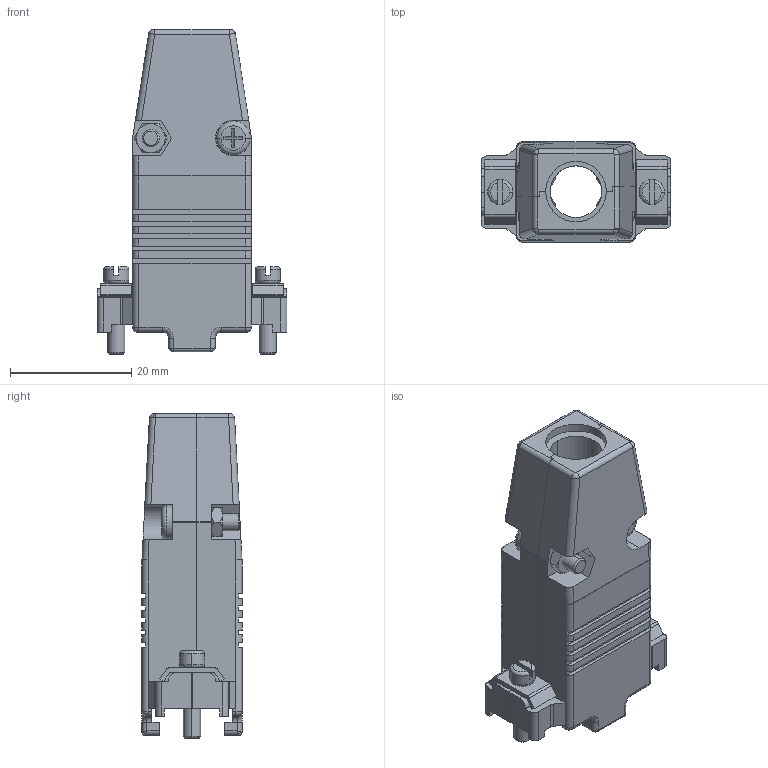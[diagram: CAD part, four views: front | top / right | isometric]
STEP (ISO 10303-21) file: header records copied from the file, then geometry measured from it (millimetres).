
FILE_DESCRIPTION (( 'STEP AP214' ), '1' );
FILE_NAME ('SDC9AG_3D.step', '2025-07-22T18:35:46', ( '' ), ( '' ), 'SwSTEP 2.0', 'SolidWorks 2022', '' );
FILE_SCHEMA (( 'AUTOMOTIVE_DESIGN' ));
Length unit declared in the file: inch
Products named in the file (7): 3AA02-005; SDC9AG_3D; SDC9AG; 3AA01-009_3AA01-009-437; GROM-9&15-MA2_SDC15G-5; 3AA01-003_3AA01-003-437; 3AA10-001
Assembly tree (11 placements, depth 2):
  SDC9AG_3D
    SDC9AG  x2
    3AA10-001  x2
    3AA01-003_3AA01-003-437  x2
    3AA02-005  x2
    3AA01-009_3AA01-009-437  x2
    GROM-9&15-MA2_SDC15G-5
Bounding box: 31.3 x 16.5 x 53.57 mm (x, y, z)
Volume: 6559 mm3; surface area: 10310.5 mm2
Topology: 11 solids, 11 shells, 541 faces, 1422 edges, 902 vertices
Faces by surface type: plane 308, cylinder 147, cone 50, torus 22, bspline 10, sphere 4
Entity records: 9265 total; most frequent: CARTESIAN_POINT 1844, DIRECTION 1436, ORIENTED_EDGE 1432, EDGE_CURVE 716, AXIS2_PLACEMENT_3D 489, LINE 458, VECTOR 458, VERTEX_POINT 457
